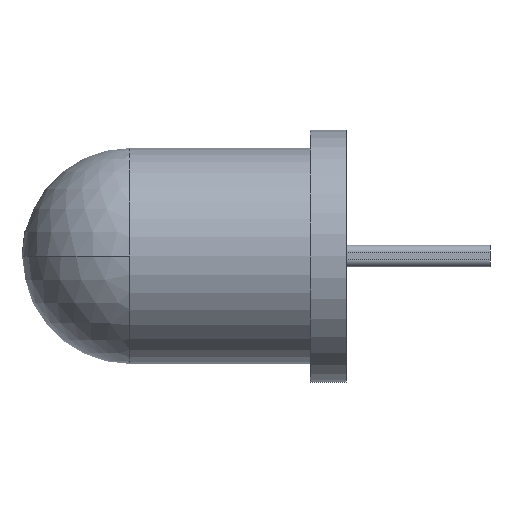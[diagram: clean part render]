
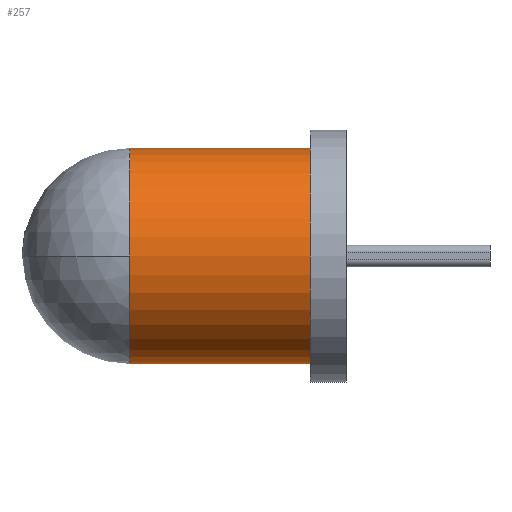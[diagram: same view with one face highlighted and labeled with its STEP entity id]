
A CAD part, left-side view. The second image highlights one B-rep face of the part: STEP entity #257.
In plain terms, the highlighted cylindrical face has radius 1.5 mm (diameter 3 mm), a partial arc.
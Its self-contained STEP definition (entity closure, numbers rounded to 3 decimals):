
#33 = ORIENTED_EDGE ( 'NONE', *, *, #153, .F. ) ;
#36 = ORIENTED_EDGE ( 'NONE', *, *, #120, .T. ) ;
#44 = EDGE_CURVE ( 'NONE', #141, #292, #370, .T. ) ;
#46 = ORIENTED_EDGE ( 'NONE', *, *, #44, .T. ) ;
#47 = ORIENTED_EDGE ( 'NONE', *, *, #284, .T. ) ;
#51 = ORIENTED_EDGE ( 'NONE', *, *, #114, .F. ) ;
#73 = EDGE_LOOP ( 'NONE', ( #51, #47, #46, #36, #33 ) ) ;
#114 = EDGE_CURVE ( 'NONE', #285, #115, #856, .T. ) ;
#115 = VERTEX_POINT ( 'NONE', #852 ) ;
#118 = VERTEX_POINT ( 'NONE', #904 ) ;
#120 = EDGE_CURVE ( 'NONE', #292, #118, #902, .T. ) ;
#141 = VERTEX_POINT ( 'NONE', #960 ) ;
#153 = EDGE_CURVE ( 'NONE', #115, #118, #809, .T. ) ;
#257 = ADVANCED_FACE ( 'NONE', ( #717 ), #695, .T. ) ;
#284 = EDGE_CURVE ( 'NONE', #285, #141, #667, .T. ) ;
#285 = VERTEX_POINT ( 'NONE', #663 ) ;
#292 = VERTEX_POINT ( 'NONE', #598 ) ;
#366 = DIRECTION ( 'NONE',  ( 0., 0., -1. ) ) ;
#367 = DIRECTION ( 'NONE',  ( 0., -1., 0. ) ) ;
#368 = CARTESIAN_POINT ( 'NONE',  ( 0., 3., 0. ) ) ;
#369 = AXIS2_PLACEMENT_3D ( 'NONE', #368, #367, #366 ) ;
#370 = CIRCLE ( 'NONE', #369, 1.5 ) ;
#598 = CARTESIAN_POINT ( 'NONE',  ( 0., 3., -1.5 ) ) ;
#663 = CARTESIAN_POINT ( 'NONE',  ( 0., 3., 1.5 ) ) ;
#664 = DIRECTION ( 'NONE',  ( 0., 0., -1. ) ) ;
#665 = DIRECTION ( 'NONE',  ( 0., -1., 0. ) ) ;
#666 = AXIS2_PLACEMENT_3D ( 'NONE', #672, #665, #664 ) ;
#667 = CIRCLE ( 'NONE', #666, 1.5 ) ;
#672 = CARTESIAN_POINT ( 'NONE',  ( 0., 3., 0. ) ) ;
#683 = DIRECTION ( 'NONE',  ( 0., 0., -1. ) ) ;
#684 = DIRECTION ( 'NONE',  ( 0., -1., 0. ) ) ;
#685 = AXIS2_PLACEMENT_3D ( 'NONE', #696, #684, #683 ) ;
#695 = CYLINDRICAL_SURFACE ( 'NONE', #685, 1.5 ) ;
#696 = CARTESIAN_POINT ( 'NONE',  ( 0., 0., 0. ) ) ;
#717 = FACE_OUTER_BOUND ( 'NONE', #73, .T. ) ;
#805 = DIRECTION ( 'NONE',  ( 0., 0., -1. ) ) ;
#806 = DIRECTION ( 'NONE',  ( 0., -1., 0. ) ) ;
#807 = CARTESIAN_POINT ( 'NONE',  ( 0., 0.5, 0. ) ) ;
#808 = AXIS2_PLACEMENT_3D ( 'NONE', #807, #806, #805 ) ;
#809 = CIRCLE ( 'NONE', #808, 1.5 ) ;
#852 = CARTESIAN_POINT ( 'NONE',  ( 0., 0.5, 1.5 ) ) ;
#853 = DIRECTION ( 'NONE',  ( 0., -1., 0. ) ) ;
#854 = VECTOR ( 'NONE', #853, 1000. ) ;
#855 = CARTESIAN_POINT ( 'NONE',  ( 0., 0., 1.5 ) ) ;
#856 = LINE ( 'NONE', #855, #854 ) ;
#899 = DIRECTION ( 'NONE',  ( 0., -1., 0. ) ) ;
#900 = VECTOR ( 'NONE', #899, 1000. ) ;
#901 = CARTESIAN_POINT ( 'NONE',  ( 0., 0., -1.5 ) ) ;
#902 = LINE ( 'NONE', #901, #900 ) ;
#904 = CARTESIAN_POINT ( 'NONE',  ( 0., 0.5, -1.5 ) ) ;
#960 = CARTESIAN_POINT ( 'NONE',  ( -1.5, 3., 0. ) ) ;
